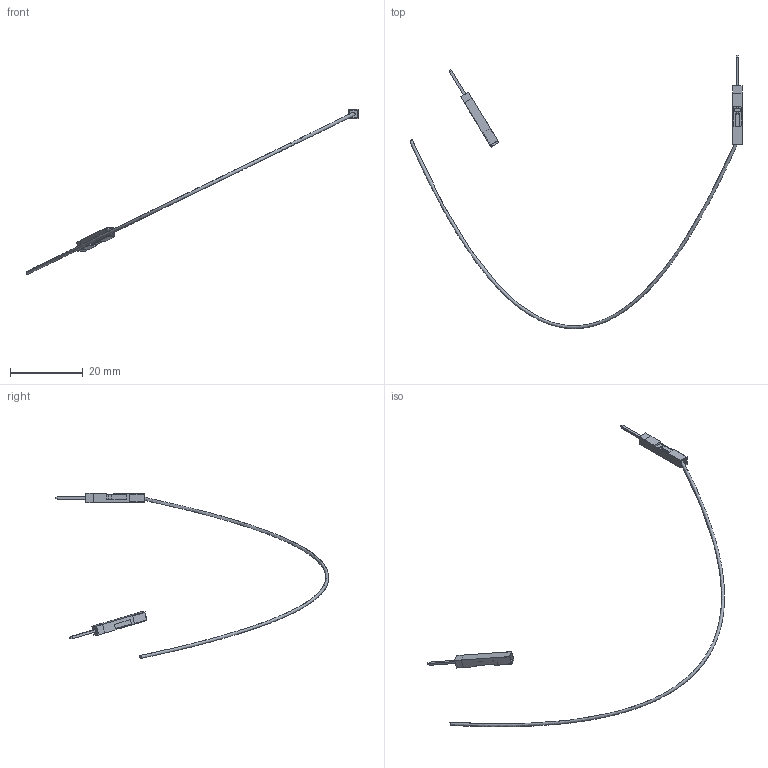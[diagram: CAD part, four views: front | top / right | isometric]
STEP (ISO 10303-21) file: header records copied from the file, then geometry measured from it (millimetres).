
FILE_DESCRIPTION(('HOOPS Exchange Step'),'2;1');
FILE_NAME('Jumper.step','2017-04-28T09:01:15+00:00',('SYSTEM'),('Unknown organisation'),'HOOPS Exchange 10.0','HOOPS Exchange','Unknown authorisation');
FILE_SCHEMA( ('AUTOMOTIVE_DESIGN { 1 0 10303 214 1 1 1 1 }') );
Length unit declared in the file: millimetre
Products named in the file (18): Pin-1; Socket-1; Socket-2; Wire-1; Socket-5; Male-male; Male-female; Male-female-wire-female; Male-female-wire-female-male; Male-female-wire-female/15 cm Male-female-wire-female; Male-female-wire-female/20cm Male-female-wire-female; Male-female-wire-female/30cm Male-female-wire-female; Male-female-wire-female/50cm Male-female-wire-female; Male-female-wire-female-male/15cm Male-female-wire-female-male; Male-female-wire-female-male/20cm Male-female-wire-female-male; Male-female-wire-female-male/30cm Male-female-wire-female-male; Male-female-wire-female-male/50cm Male-female-wire-female-male; Jumper
Assembly tree (19 placements, depth 3):
  Jumper
    Male-male
      Pin-1  x2
      Socket-1  x2
      Socket-2
      Wire-1
      Socket-5
    Male-female
    Male-female-wire-female
    Male-female-wire-female-male
    Male-female-wire-female/15 cm Male-female-wire-female
    Male-female-wire-female/20cm Male-female-wire-female
    Male-female-wire-female/30cm Male-female-wire-female
    Male-female-wire-female/50cm Male-female-wire-female
    Male-female-wire-female-male/15cm Male-female-wire-female-male
    Male-female-wire-female-male/20cm Male-female-wire-female-male
    Male-female-wire-female-male/30cm Male-female-wire-female-male
    Male-female-wire-female-male/50cm Male-female-wire-female-male
Bounding box: 91.47 x 75.29 x 45.46 mm (x, y, z)
Volume: 233.7 mm3; surface area: 1065.2 mm2
Topology: 7 solids, 7 shells, 146 faces, 372 edges, 241 vertices
Faces by surface type: plane 141, cylinder 4, bspline 1
Full cylindrical faces by diameter (mm): 0.9 x1, 1.1 x1
Entity records: 4278 total; most frequent: CARTESIAN_POINT 790, DIRECTION 648, ORIENTED_EDGE 640, EDGE_CURVE 320, VECTOR 290, LINE 290, VERTEX_POINT 209, AXIS2_PLACEMENT_3D 179
